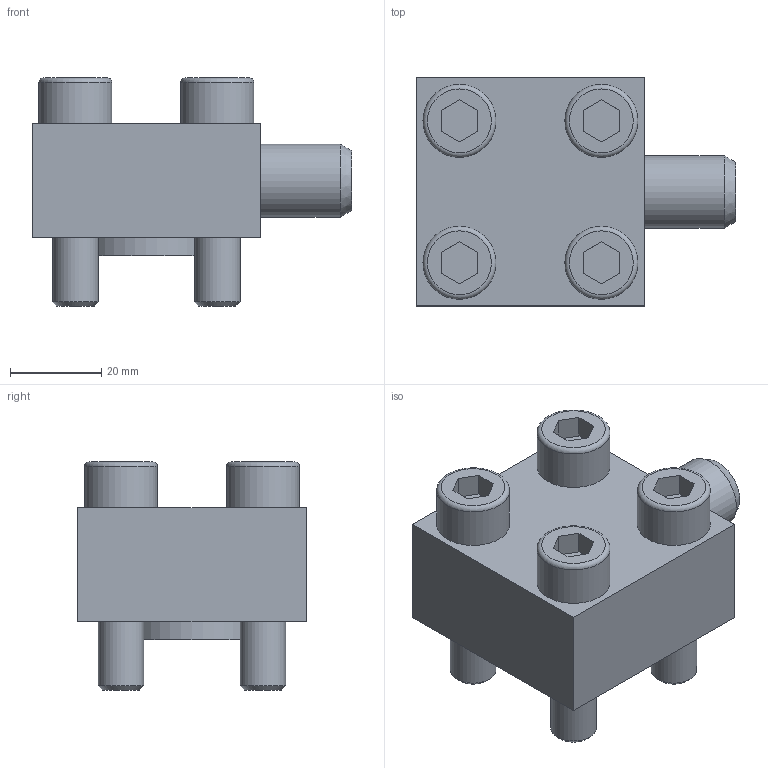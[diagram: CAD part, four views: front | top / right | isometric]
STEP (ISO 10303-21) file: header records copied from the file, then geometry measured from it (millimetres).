
FILE_DESCRIPTION(/* description */ ('STEP AP203'),/* implementation_level */ '2;1');
FILE_NAME(/* name */ 'Elbow Flange WFA 10-3-16x2-01',/* time_stamp */ '2025-01-07T10:36:41+01:00',/* author */ ('License CC BY-ND 4.0'),/* organization */ ('CADENAS'),/* preprocessor_version */ 'ST-DEVELOPER v19.3',/* originating_system */ 'PARTsolutions',/* authorisation */ ' ');
FILE_SCHEMA (('CONFIG_CONTROL_DESIGN'));
Length unit declared in the file: millimetre
Products named in the file (1): Winkelflansch WFA 10-3-16x2-01
Bounding box: 70 x 50 x 50 mm (x, y, z)
Volume: 75136.5 mm3; surface area: 17774.4 mm2
Topology: 1 solids, 3 shells, 78 faces, 173 edges, 114 vertices
Faces by surface type: plane 48, cylinder 17, torus 7, cone 5, sphere 1
Full cylindrical faces by diameter (mm): 10 x5, 11 x1, 12 x1, 16 x5, 16.3 x2, 21.1 x2, 28 x1
Entity records: 1930 total; most frequent: DIRECTION 332, CARTESIAN_POINT 321, ORIENTED_EDGE 260, EDGE_CURVE 130, EDGE_LOOP 127, FACE_BOUND 127, AXIS2_PLACEMENT_3D 124, VERTEX_POINT 101
